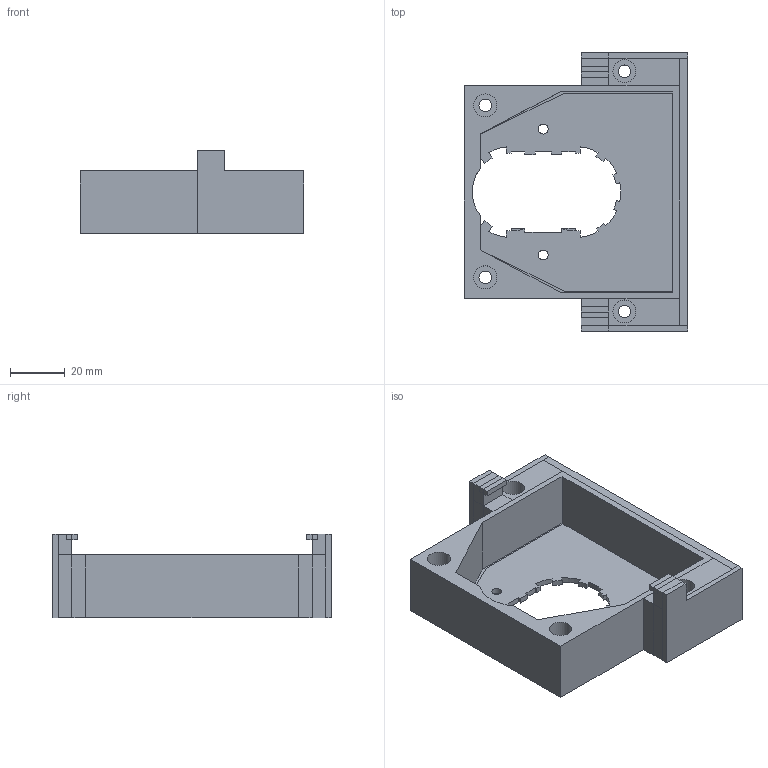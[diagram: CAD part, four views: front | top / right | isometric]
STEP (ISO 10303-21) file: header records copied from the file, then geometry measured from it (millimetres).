
FILE_DESCRIPTION(('FreeCAD Model'),'2;1');
FILE_NAME('Open CASCADE Shape Model','2024-08-01T10:57:20',('Author'),( ''),'Open CASCADE STEP processor 7.6','FreeCAD','Unknown');
FILE_SCHEMA(('AUTOMOTIVE_DESIGN { 1 0 10303 214 1 1 1 1 }'));
Length unit declared in the file: millimetre
Products named in the file (1): Battery holder #001 (Top)
Bounding box: 82 x 102 x 30.5 mm (x, y, z)
Volume: 62102.7 mm3; surface area: 29613 mm2
Topology: 1 solids, 1 shells, 178 faces, 466 edges, 292 vertices
Faces by surface type: plane 146, cylinder 32
Full cylindrical faces by diameter (mm): 3.6 x2, 4.6 x4, 8.4 x4
Entity records: 5410 total; most frequent: CARTESIAN_POINT 937, ORIENTED_EDGE 932, DIRECTION 896, EDGE_CURVE 466, LINE 394, VECTOR 394, VERTEX_POINT 292, AXIS2_PLACEMENT_3D 251
